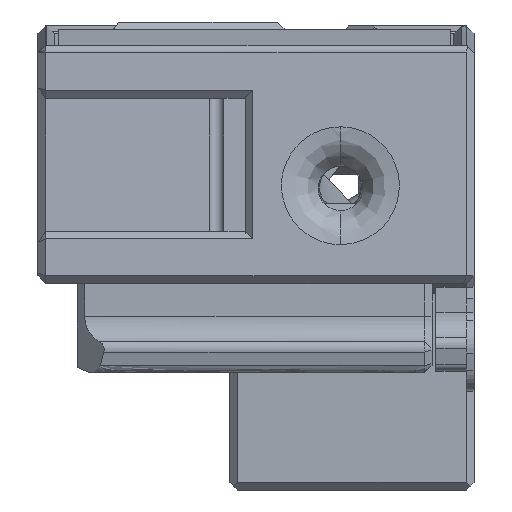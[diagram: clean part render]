
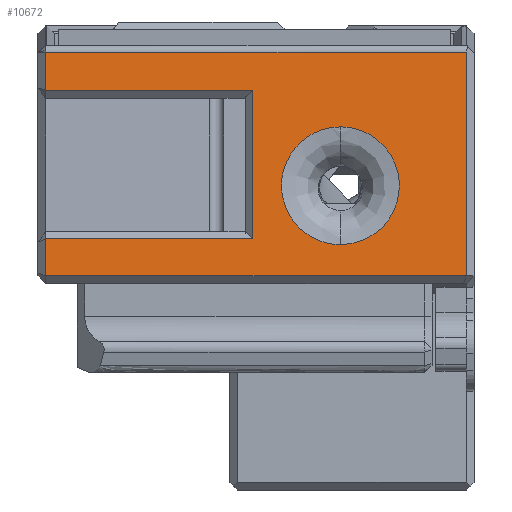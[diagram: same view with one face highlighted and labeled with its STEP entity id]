
A CAD part, left-side view. The second image highlights one B-rep face of the part: STEP entity #10672.
In plain terms, the highlighted planar face has unit normal (-0.998, 0, 0.07).
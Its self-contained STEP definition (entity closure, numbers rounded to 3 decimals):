
#161=FACE_BOUND('',#1563,.T.);
#342=PLANE('',#11369);
#942=FACE_OUTER_BOUND('',#1562,.T.);
#1562=EDGE_LOOP('',(#8609,#8610,#8611,#8612,#8613,#8614,#8615,#8616));
#1563=EDGE_LOOP('',(#8617,#8618));
#1939=B_SPLINE_CURVE_WITH_KNOTS('',3,(#15035,#15036,#15037,#15038,#15039,
#15040,#15041,#15042,#15043,#15044,#15045,#15046,#15047,#15048,#15049,#15050),
 .UNSPECIFIED.,.F.,.F.,(4,3,3,3,3,4),(0.,0.,0.143,
0.286,0.429,0.5),.UNSPECIFIED.);
#1942=B_SPLINE_CURVE_WITH_KNOTS('',3,(#15143,#15144,#15145,#15146,#15147,
#15148,#15149,#15150,#15151,#15152,#15153,#15154,#15155,#15156,#15157,#15158),
 .UNSPECIFIED.,.F.,.F.,(4,3,3,3,3,4),(0.5,0.571,0.714,
0.857,0.97,1.),.UNSPECIFIED.);
#2451=LINE('',#21276,#3512);
#2452=LINE('',#21279,#3513);
#2454=LINE('',#21283,#3515);
#2457=LINE('',#21288,#3518);
#2541=LINE('',#21806,#3602);
#2555=LINE('',#21832,#3616);
#2654=LINE('',#22269,#3715);
#2655=LINE('',#22270,#3716);
#3512=VECTOR('',#12594,1000.);
#3513=VECTOR('',#12597,1000.);
#3515=VECTOR('',#12601,1000.);
#3518=VECTOR('',#12606,1000.);
#3602=VECTOR('',#12768,1000.);
#3616=VECTOR('',#12796,1000.);
#3715=VECTOR('',#13049,1000.);
#3716=VECTOR('',#13050,1000.);
#4543=VERTEX_POINT('',#14952);
#4548=VERTEX_POINT('',#15027);
#4963=VERTEX_POINT('',#21026);
#5002=VERTEX_POINT('',#21270);
#5004=VERTEX_POINT('',#21274);
#5005=VERTEX_POINT('',#21278);
#5006=VERTEX_POINT('',#21282);
#5007=VERTEX_POINT('',#21286);
#5021=VERTEX_POINT('',#21800);
#5088=VERTEX_POINT('',#22268);
#5567=EDGE_CURVE('',#4548,#4543,#1939,.T.);
#5570=EDGE_CURVE('',#4543,#4548,#1942,.T.);
#6149=EDGE_CURVE('',#5004,#5002,#2451,.T.);
#6150=EDGE_CURVE('',#5005,#4963,#2452,.T.);
#6152=EDGE_CURVE('',#5005,#5006,#2454,.T.);
#6155=EDGE_CURVE('',#5007,#5006,#2457,.T.);
#6245=EDGE_CURVE('',#5007,#5021,#2541,.T.);
#6259=EDGE_CURVE('',#5002,#4963,#2555,.T.);
#6383=EDGE_CURVE('',#5088,#5004,#2654,.T.);
#6384=EDGE_CURVE('',#5021,#5088,#2655,.T.);
#8609=ORIENTED_EDGE('',*,*,#6245,.F.);
#8610=ORIENTED_EDGE('',*,*,#6155,.T.);
#8611=ORIENTED_EDGE('',*,*,#6152,.F.);
#8612=ORIENTED_EDGE('',*,*,#6150,.T.);
#8613=ORIENTED_EDGE('',*,*,#6259,.F.);
#8614=ORIENTED_EDGE('',*,*,#6149,.F.);
#8615=ORIENTED_EDGE('',*,*,#6383,.F.);
#8616=ORIENTED_EDGE('',*,*,#6384,.F.);
#8617=ORIENTED_EDGE('',*,*,#5567,.F.);
#8618=ORIENTED_EDGE('',*,*,#5570,.F.);
#10672=ADVANCED_FACE('',(#942,#161),#342,.T.);
#11369=AXIS2_PLACEMENT_3D('',#22267,#13047,#13048);
#12594=DIRECTION('',(0.,1.,0.));
#12597=DIRECTION('',(0.,1.,0.));
#12601=DIRECTION('',(0.07,0.,0.998));
#12606=DIRECTION('',(0.,-1.,0.));
#12768=DIRECTION('',(0.07,0.,0.998));
#12796=DIRECTION('',(0.07,0.,0.998));
#13047=DIRECTION('center_axis',(-0.998,0.,0.07));
#13048=DIRECTION('ref_axis',(0.,1.,0.));
#13049=DIRECTION('',(-0.07,0.,-0.998));
#13050=DIRECTION('',(0.,-1.,0.));
#14952=CARTESIAN_POINT('',(252.321,-5.901,24.212));
#15027=CARTESIAN_POINT('',(251.89,-5.9,18.04));
#15035=CARTESIAN_POINT('Ctrl Pts',(251.89,-5.9,18.04));
#15036=CARTESIAN_POINT('Ctrl Pts',(251.89,-5.9,18.04));
#15037=CARTESIAN_POINT('Ctrl Pts',(251.89,-5.9,18.04));
#15038=CARTESIAN_POINT('Ctrl Pts',(251.89,-5.9,18.04));
#15039=CARTESIAN_POINT('Ctrl Pts',(251.89,-6.824,18.04));
#15040=CARTESIAN_POINT('Ctrl Pts',(251.921,-7.743,18.481));
#15041=CARTESIAN_POINT('Ctrl Pts',(251.971,-8.316,19.201));
#15042=CARTESIAN_POINT('Ctrl Pts',(252.021,-8.89,19.92));
#15043=CARTESIAN_POINT('Ctrl Pts',(252.091,-9.117,20.916));
#15044=CARTESIAN_POINT('Ctrl Pts',(252.154,-8.912,21.815));
#15045=CARTESIAN_POINT('Ctrl Pts',(252.216,-8.707,22.714));
#15046=CARTESIAN_POINT('Ctrl Pts',(252.272,-8.07,23.514));
#15047=CARTESIAN_POINT('Ctrl Pts',(252.3,-7.241,23.913));
#15048=CARTESIAN_POINT('Ctrl Pts',(252.314,-6.826,24.113));
#15049=CARTESIAN_POINT('Ctrl Pts',(252.321,-6.364,24.212));
#15050=CARTESIAN_POINT('Ctrl Pts',(252.321,-5.901,24.212));
#15143=CARTESIAN_POINT('Ctrl Pts',(252.321,-5.901,24.212));
#15144=CARTESIAN_POINT('Ctrl Pts',(252.321,-5.438,24.211));
#15145=CARTESIAN_POINT('Ctrl Pts',(252.314,-4.975,24.111));
#15146=CARTESIAN_POINT('Ctrl Pts',(252.3,-4.56,23.911));
#15147=CARTESIAN_POINT('Ctrl Pts',(252.272,-3.729,23.511));
#15148=CARTESIAN_POINT('Ctrl Pts',(252.216,-3.09,22.713));
#15149=CARTESIAN_POINT('Ctrl Pts',(252.154,-2.885,21.815));
#15150=CARTESIAN_POINT('Ctrl Pts',(252.091,-2.681,20.918));
#15151=CARTESIAN_POINT('Ctrl Pts',(252.021,-2.911,19.921));
#15152=CARTESIAN_POINT('Ctrl Pts',(251.971,-3.485,19.201));
#15153=CARTESIAN_POINT('Ctrl Pts',(251.931,-3.94,18.631));
#15154=CARTESIAN_POINT('Ctrl Pts',(251.903,-4.61,18.235));
#15155=CARTESIAN_POINT('Ctrl Pts',(251.894,-5.329,18.096));
#15156=CARTESIAN_POINT('Ctrl Pts',(251.891,-5.517,18.059));
#15157=CARTESIAN_POINT('Ctrl Pts',(251.89,-5.708,18.04));
#15158=CARTESIAN_POINT('Ctrl Pts',(251.89,-5.9,18.04));
#21026=CARTESIAN_POINT('',(251.911,9.55,18.345));
#21270=CARTESIAN_POINT('',(251.775,9.55,16.4));
#21274=CARTESIAN_POINT('',(251.775,-12.5,16.4));
#21276=CARTESIAN_POINT('',(251.775,-12.5,16.4));
#21278=CARTESIAN_POINT('',(251.911,-1.3,18.345));
#21279=CARTESIAN_POINT('',(251.911,-1.3,18.345));
#21282=CARTESIAN_POINT('',(252.455,-1.3,26.125));
#21283=CARTESIAN_POINT('',(251.911,-1.3,18.345));
#21286=CARTESIAN_POINT('',(252.454,9.553,26.128));
#21288=CARTESIAN_POINT('',(252.455,9.55,26.125));
#21800=CARTESIAN_POINT('',(252.595,9.555,28.128));
#21806=CARTESIAN_POINT('',(252.456,9.555,26.132));
#21832=CARTESIAN_POINT('',(251.775,9.55,16.4));
#22267=CARTESIAN_POINT('Origin',(252.595,9.95,28.128));
#22268=CARTESIAN_POINT('',(252.595,-12.5,28.128));
#22269=CARTESIAN_POINT('',(252.595,-12.5,28.128));
#22270=CARTESIAN_POINT('',(252.595,9.555,28.128));
